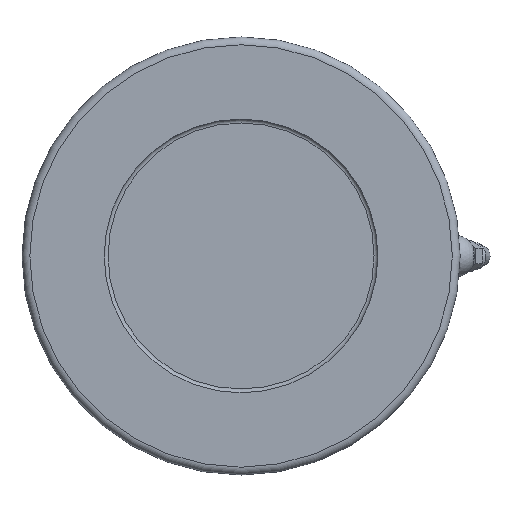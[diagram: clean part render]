
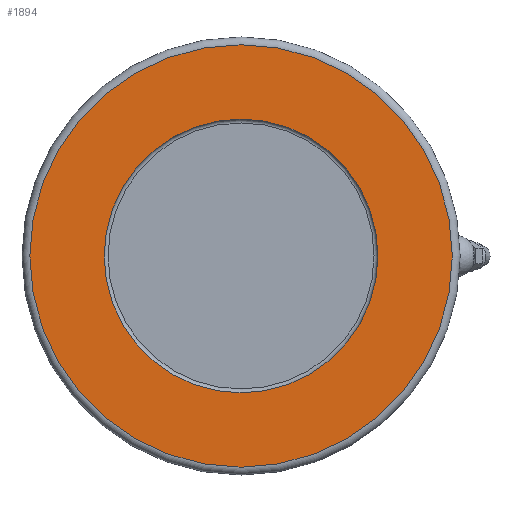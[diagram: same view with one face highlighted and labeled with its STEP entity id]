
A CAD part, top view. The second image highlights one B-rep face of the part: STEP entity #1894.
In plain terms, the highlighted planar face has unit normal (0, 0, 1).
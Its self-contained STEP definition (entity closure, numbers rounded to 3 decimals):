
#277=ORIENTED_EDGE('',*,*,#600,.T.);
#278=ORIENTED_EDGE('',*,*,#599,.T.);
#599=EDGE_CURVE('',#768,#768,#902,.T.);
#600=EDGE_CURVE('',#769,#769,#903,.F.);
#768=VERTEX_POINT('',#2951);
#769=VERTEX_POINT('',#2954);
#902=CIRCLE('',#2044,35.);
#903=CIRCLE('',#2046,54.);
#1013=EDGE_LOOP('',(#277));
#1014=EDGE_LOOP('',(#278));
#1188=FACE_BOUND('',#1013,.T.);
#1189=FACE_BOUND('',#1014,.T.);
#1337=PLANE('',#2045);
#1894=ADVANCED_FACE('',(#1188,#1189),#1337,.F.);
#2044=AXIS2_PLACEMENT_3D('',#2950,#2287,#2288);
#2045=AXIS2_PLACEMENT_3D('',#2952,#2289,#2290);
#2046=AXIS2_PLACEMENT_3D('',#2953,#2291,#2292);
#2287=DIRECTION('',(0.,0.,-1.));
#2288=DIRECTION('',(-1.,0.,0.));
#2289=DIRECTION('',(0.,0.,-1.));
#2290=DIRECTION('',(-1.,0.,0.));
#2291=DIRECTION('',(0.,0.,-1.));
#2292=DIRECTION('',(-1.,0.,0.));
#2950=CARTESIAN_POINT('',(0.,0.,44.));
#2951=CARTESIAN_POINT('',(-35.,0.,44.));
#2952=CARTESIAN_POINT('',(0.,0.,44.));
#2953=CARTESIAN_POINT('',(0.,0.,44.));
#2954=CARTESIAN_POINT('',(-54.,0.,44.));
